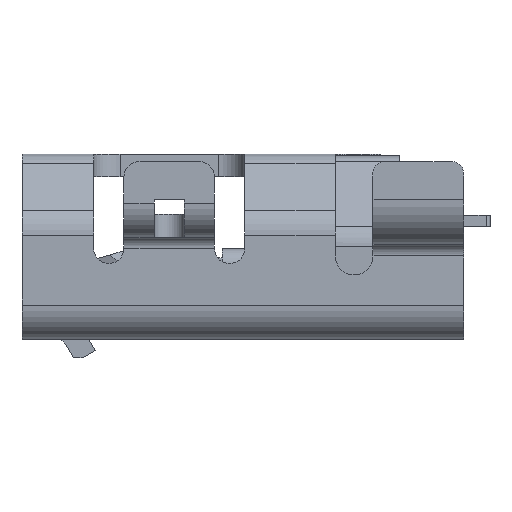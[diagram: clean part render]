
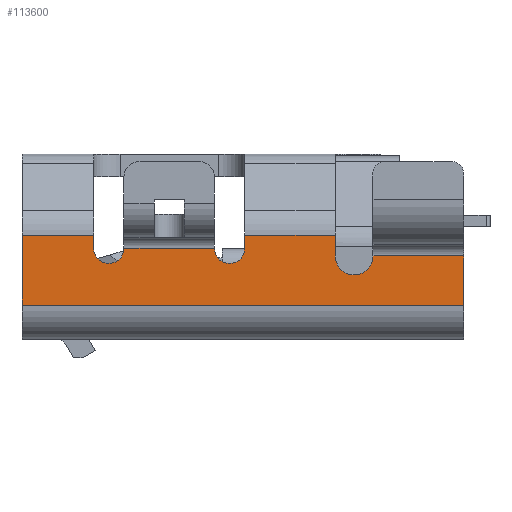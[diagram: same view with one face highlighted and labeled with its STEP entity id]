
A CAD part, left-side view. The second image highlights one B-rep face of the part: STEP entity #113600.
In plain terms, the highlighted planar face has unit normal (-1, 0, 0).
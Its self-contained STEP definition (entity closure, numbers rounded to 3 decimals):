
#108770=CARTESIAN_POINT('',(-3.75,1.1,0.159));
#108780=VERTEX_POINT('',#108770);
#109850=CARTESIAN_POINT('',(-3.75,1.1,-0.115));
#109860=VERTEX_POINT('',#109850);
#109890=CARTESIAN_POINT('',(-3.75,1.1,0.159));
#109900=DIRECTION('',(0.,0.,-1.));
#109910=VECTOR('',#109900,0.274);
#109920=LINE('',#109890,#109910);
#109930=EDGE_CURVE('',#108780,#109860,#109920,.T.);
#110990=CARTESIAN_POINT('',(-3.75,5.25,0.159));
#111000=VERTEX_POINT('',#110990);
#111030=CARTESIAN_POINT('',(-3.75,5.25,-1.215));
#111040=DIRECTION('',(0.,0.,-1.));
#111050=VECTOR('',#111040,1.);
#111060=LINE('',#111030,#111050);
#111070=CARTESIAN_POINT('',(-3.75,5.25,-0.765));
#111080=VERTEX_POINT('',#111070);
#111090=EDGE_CURVE('',#111000,#111080,#111060,.T.);
#112640=CARTESIAN_POINT('',(-3.75,5.25,-1.215));
#112650=DIRECTION('',(1.,-0.,-0.));
#112660=DIRECTION('',(0.,1.,-0.));
#112670=AXIS2_PLACEMENT_3D('',#112640,#112650,#112660);
#112680=PLANE('',#112670);
#112690=CARTESIAN_POINT('',(-3.75,5.25,0.159));
#112700=DIRECTION('',(0.,-1.,0.));
#112710=VECTOR('',#112700,0.95);
#112720=LINE('',#112690,#112710);
#112730=CARTESIAN_POINT('',(-3.75,4.3,0.159));
#112740=VERTEX_POINT('',#112730);
#112750=EDGE_CURVE('',#111000,#112740,#112720,.T.);
#112760=ORIENTED_EDGE('',*,*,#112750,.F.);
#112770=CARTESIAN_POINT('',(-3.75,4.3,-0.015))
;
#112780=DIRECTION('',(0.,-0.,1.));
#112790=VECTOR('',#112780,0.174);
#112800=LINE('',#112770,#112790);
#112810=CARTESIAN_POINT('',(-3.75,4.3,-0.015))
;
#112820=VERTEX_POINT('',#112810);
#112830=EDGE_CURVE('',#112820,#112740,#112800,.T.);
#112840=ORIENTED_EDGE('',*,*,#112830,.T.);
#112850=CARTESIAN_POINT('',(-3.75,4.1,-0.015))
;
#112860=DIRECTION('',(-1.,0.,0.));
#112870=DIRECTION('',(0.,1.,-0.));
#112880=AXIS2_PLACEMENT_3D('',#112850,#112860,#112870);
#112890=CIRCLE('',#112880,0.2);
#112900=CARTESIAN_POINT('',(-3.75,3.9,-0.015))
;
#112910=VERTEX_POINT('',#112900);
#112920=EDGE_CURVE('',#112820,#112910,#112890,.T.);
#112930=ORIENTED_EDGE('',*,*,#112920,.F.);
#112940=CARTESIAN_POINT('',(-3.75,3.9,-0.015))
;
#112950=DIRECTION('',(0.,-1.,0.));
#112960=VECTOR('',#112950,1.2);
#112970=LINE('',#112940,#112960);
#112980=CARTESIAN_POINT('',(-3.75,2.7,-0.015))
;
#112990=VERTEX_POINT('',#112980);
#113000=EDGE_CURVE('',#112910,#112990,#112970,.T.);
#113010=ORIENTED_EDGE('',*,*,#113000,.F.);
#113020=CARTESIAN_POINT('',(-3.75,2.5,-0.015))
;
#113030=DIRECTION('',(-1.,0.,0.));
#113040=DIRECTION('',(0.,1.,-0.));
#113050=AXIS2_PLACEMENT_3D('',#113020,#113030,#113040);
#113060=CIRCLE('',#113050,0.2);
#113070=CARTESIAN_POINT('',(-3.75,2.3,-0.015))
;
#113080=VERTEX_POINT('',#113070);
#113090=EDGE_CURVE('',#112990,#113080,#113060,.T.);
#113100=ORIENTED_EDGE('',*,*,#113090,.F.);
#113110=CARTESIAN_POINT('',(-3.75,2.3,0.159));
#113120=DIRECTION('',(0.,0.,-1.));
#113130=VECTOR('',#113120,0.174);
#113140=LINE('',#113110,#113130);
#113150=CARTESIAN_POINT('',(-3.75,2.3,0.159));
#113160=VERTEX_POINT('',#113150);
#113170=EDGE_CURVE('',#113160,#113080,#113140,.T.);
#113180=ORIENTED_EDGE('',*,*,#113170,.T.);
#113190=CARTESIAN_POINT('',(-3.75,2.3,0.159));
#113200=DIRECTION('',(0.,-1.,0.));
#113210=VECTOR('',#113200,1.2);
#113220=LINE('',#113190,#113210);
#113230=EDGE_CURVE('',#113160,#108780,#113220,.T.);
#113240=ORIENTED_EDGE('',*,*,#113230,.F.);
#113250=ORIENTED_EDGE('',*,*,#109930,.F.);
#113260=CARTESIAN_POINT('',(-3.75,0.85,-0.115));
#113270=DIRECTION('',(-1.,0.,0.));
#113280=DIRECTION('',(0.,1.,-0.));
#113290=AXIS2_PLACEMENT_3D('',#113260,#113270,#113280);
#113300=CIRCLE('',#113290,0.25);
#113310=CARTESIAN_POINT('',(-3.75,0.6,-0.115));
#113320=VERTEX_POINT('',#113310);
#113330=EDGE_CURVE('',#109860,#113320,#113300,.T.);
#113340=ORIENTED_EDGE('',*,*,#113330,.F.);
#113350=CARTESIAN_POINT('',(-3.75,0.6,-0.115));
#113360=DIRECTION('',(0.,-1.,0.));
#113370=VECTOR('',#113360,1.2);
#113380=LINE('',#113350,#113370);
#113390=CARTESIAN_POINT('',(-3.75,-0.6,-0.115));
#113400=VERTEX_POINT('',#113390);
#113410=EDGE_CURVE('',#113320,#113400,#113380,.T.);
#113420=ORIENTED_EDGE('',*,*,#113410,.F.);
#113430=CARTESIAN_POINT('',(-3.75,-0.6,-0.765));
#113440=DIRECTION('',(0.,-0.,1.));
#113450=VECTOR('',#113440,0.65);
#113460=LINE('',#113430,#113450);
#113470=CARTESIAN_POINT('',(-3.75,-0.6,-0.765));
#113480=VERTEX_POINT('',#113470);
#113490=EDGE_CURVE('',#113480,#113400,#113460,.T.);
#113500=ORIENTED_EDGE('',*,*,#113490,.T.);
#113510=CARTESIAN_POINT('',(-3.75,-0.6,-0.765));
#113520=DIRECTION('',(0.,-1.,0.));
#113530=VECTOR('',#113520,1.);
#113540=LINE('',#113510,#113530);
#113550=EDGE_CURVE('',#111080,#113480,#113540,.T.);
#113560=ORIENTED_EDGE('',*,*,#113550,.T.);
#113570=ORIENTED_EDGE('',*,*,#111090,.T.);
#113580=EDGE_LOOP('',(#113570,#113560,#113500,#113420,#113340,#113250,
#113240,#113180,#113100,#113010,#112930,#112840,#112760));
#113590=FACE_OUTER_BOUND('',#113580,.T.);
#113600=ADVANCED_FACE('',(#113590),#112680,.F.);
